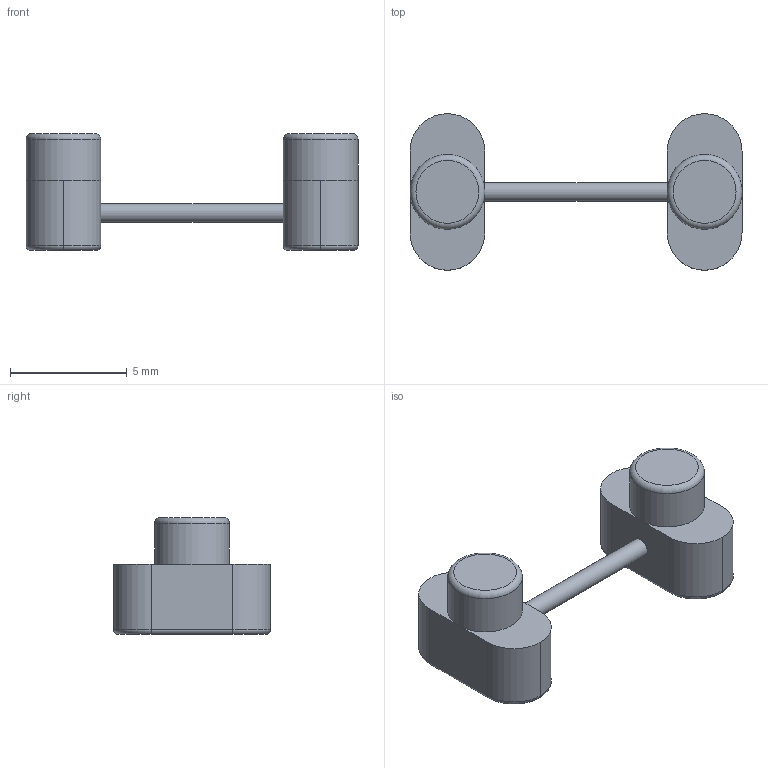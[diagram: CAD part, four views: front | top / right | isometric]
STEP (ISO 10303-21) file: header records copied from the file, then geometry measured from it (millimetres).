
FILE_DESCRIPTION(('HOOPS Exchange Step'),'2;1');
FILE_NAME('power_sw_forJLC3DP.stp','2025-04-09T23:26:19+09:00',('masaki'),('Unknown organisation'),'HOOPS Exchange 2024.2','HOOPS Exchange','Unknown authorisation');
FILE_SCHEMA( ('AP203_CONFIGURATION_CONTROLLED_3D_DESIGN_OF_MECHANICAL_PARTS_AND_ASSEMBLIES_MIM_LF') );
Length unit declared in the file: millimetre
Products named in the file (1): psw_JLC
Bounding box: 14.21 x 6.7 x 5 mm (x, y, z)
Volume: 147.1 mm3; surface area: 246.5 mm2
Topology: 1 solids, 1 shells, 47 faces, 107 edges, 66 vertices
Faces by surface type: plane 22, cylinder 15, torus 10
Full cylindrical faces by diameter (mm): 0.807 x1, 3.2 x2
Entity records: 1342 total; most frequent: DIRECTION 255, CARTESIAN_POINT 221, ORIENTED_EDGE 214, EDGE_CURVE 107, AXIS2_PLACEMENT_3D 100, VERTEX_POINT 66, VECTOR 55, LINE 55
